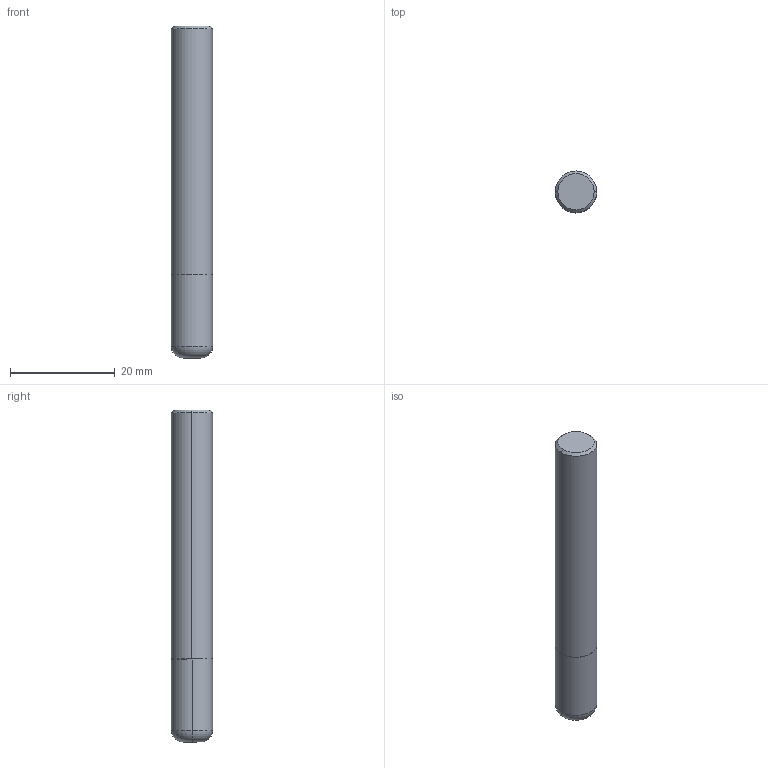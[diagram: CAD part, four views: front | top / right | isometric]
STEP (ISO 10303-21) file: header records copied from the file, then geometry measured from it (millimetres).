
FILE_DESCRIPTION (( 'STEP AP203' ), '1' );
FILE_NAME ('38812.STEP', '2024-03-03T14:18:11', ( '' ), ( '' ), 'SwSTEP 2.0', 'SolidWorks 2023', '' );
FILE_SCHEMA (( 'CONFIG_CONTROL_DESIGN' ));
Length unit declared in the file: inch
Products named in the file (1): 38812
Bounding box: 7.94 x 7.94 x 63.5 mm (x, y, z)
Volume: 3114.7 mm3; surface area: 1746.5 mm2
Topology: 2 solids, 2 shells, 14 faces, 24 edges, 14 vertices
Faces by surface type: cylinder 4, plane 4, cone 4, torus 2
Entity records: 413 total; most frequent: DIRECTION 70, CARTESIAN_POINT 53, ORIENTED_EDGE 48, AXIS2_PLACEMENT_3D 31, EDGE_CURVE 24, CIRCLE 16, FACE_OUTER_BOUND 14, ADVANCED_FACE 14
